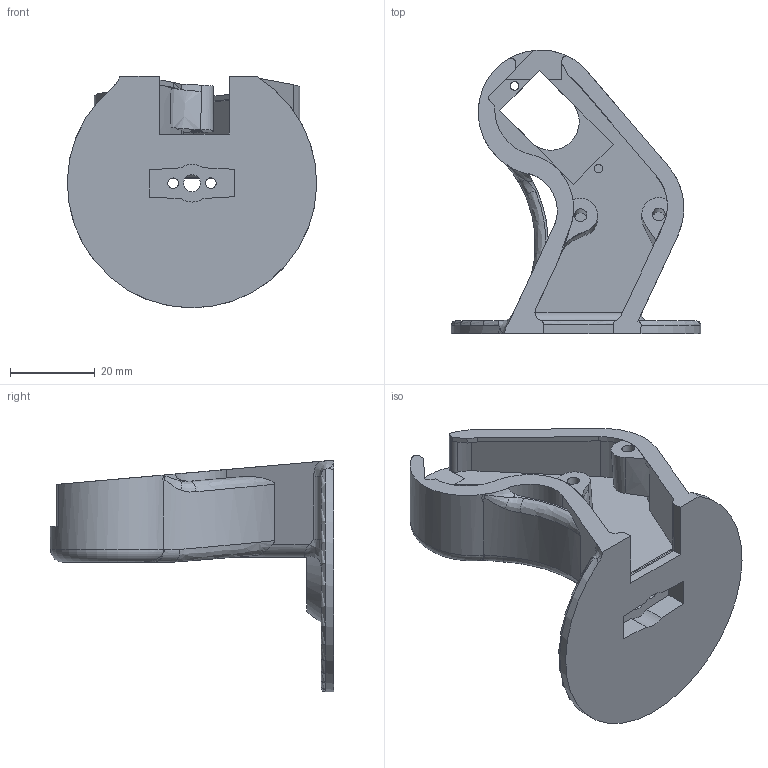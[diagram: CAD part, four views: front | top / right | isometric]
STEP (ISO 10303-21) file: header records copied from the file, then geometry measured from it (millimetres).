
FILE_DESCRIPTION(/* description */ (''),/* implementation_level */ '2;1');
FILE_NAME(/* name */ 'Eje Central.step',/* time_stamp */ '2024-08-16T11:24:42-05:00',/* author */ (''),/* organization */ (''),/* preprocessor_version */ 'ST-DEVELOPER v20',/* originating_system */ 'Autodesk Translation Framework v13.14.0.145',/* authorisation */ '');
FILE_SCHEMA (('AUTOMOTIVE_DESIGN { 1 0 10303 214 3 1 1 }'));
Length unit declared in the file: millimetre
Products named in the file (1): Eje Central (1)
Bounding box: 58.79 x 66.86 x 54.64 mm (x, y, z)
Volume: 27074.8 mm3; surface area: 15703.1 mm2
Topology: 1 solids, 1 shells, 397 faces, 1174 edges, 778 vertices
Faces by surface type: bspline 280, plane 64, cylinder 43, torus 9, cone 1
Full cylindrical faces by diameter (mm): 2 x2, 2.5 x2, 3 x2, 4 x1
Entity records: 17001 total; most frequent: CARTESIAN_POINT 8685, ORIENTED_EDGE 2344, EDGE_CURVE 1172, DIRECTION 959, VERTEX_POINT 778, EDGE_LOOP 414, LINE 413, VECTOR 413
